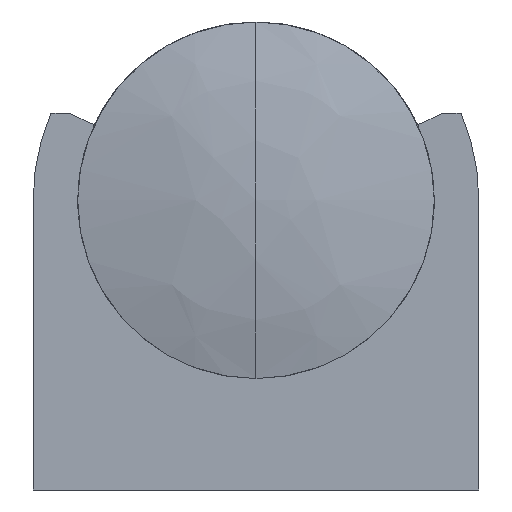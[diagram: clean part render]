
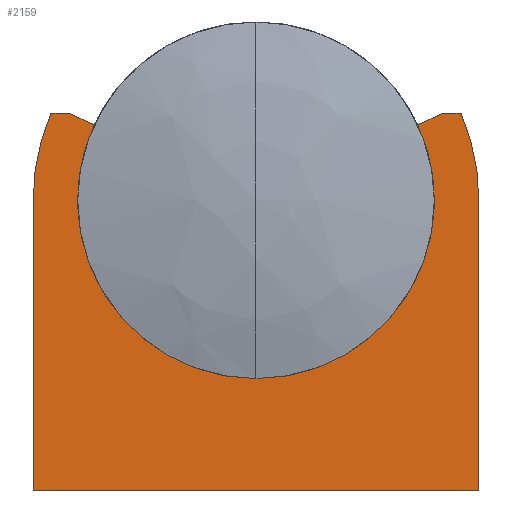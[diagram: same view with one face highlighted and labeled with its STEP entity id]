
A CAD part, left-side view. The second image highlights one B-rep face of the part: STEP entity #2159.
In plain terms, the highlighted planar face has unit normal (-1, 0, 0).
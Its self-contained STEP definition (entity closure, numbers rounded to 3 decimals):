
#1188=CARTESIAN_POINT('POINT79',(5.5,
   18.416,7.8));
#1189=VERTEX_POINT('VERTEX79',#1188);
#1207=CARTESIAN_POINT('POINT82',(5.5,20.,
   0.));
#1208=VERTEX_POINT('VERTEX82',#1207);
#1215=CARTESIAN_POINT('POS132',(5.5,
   0.,0.));
#1216=DIRECTION('DIR184',(1.,0.,0.));
#1217=DIRECTION('DIR185',(0.,1.,0.));
#1218=AXIS2_PLACEMENT_3D('AXIS53',#1215,#1216,#1217);
#1219=CIRCLE('ELLIPSE22',#1218,20.);
#1220=EDGE_CURVE('EDGE121',#1208,#1189,#1219,.T.);
#1230=CARTESIAN_POINT('POINT83',(5.5,20.,
   -26.));
#1231=VERTEX_POINT('VERTEX83',#1230);
#1232=CARTESIAN_POINT('POS134',(5.5,20.,-26.
   ));
#1233=DIRECTION('DIR188',(0.,0.,1.));
#1234=VECTOR('VEC80',#1233,1.);
#1235=LINE('STRAIGHT80',#1232,#1234);
#1236=EDGE_CURVE('EDGE122',#1231,#1208,#1235,.T.);
#1273=CARTESIAN_POINT('POINT85',(5.5,-20.,
   -26.));
#1274=VERTEX_POINT('VERTEX85',#1273);
#1275=CARTESIAN_POINT('POS138',(5.5,-20.,
   -26.));
#1276=DIRECTION('DIR193',(0.,1.,0.));
#1277=VECTOR('VEC83',#1276,1.);
#1278=LINE('STRAIGHT83',#1275,#1277);
#1279=EDGE_CURVE('EDGE125',#1274,#1231,#1278,.T.);
#1304=CARTESIAN_POINT('POINT87',(5.5,-20.,
   0.));
#1305=VERTEX_POINT('VERTEX87',#1304);
#1306=CARTESIAN_POINT('POS142',(5.5,-20.,
   0.));
#1307=DIRECTION('DIR198',(0.,0.,-1.));
#1308=VECTOR('VEC86',#1307,1.);
#1309=LINE('STRAIGHT86',#1306,#1308);
#1310=EDGE_CURVE('EDGE128',#1305,#1274,#1309,.T.);
#1337=CARTESIAN_POINT('POINT90',(5.5,
   -18.416,7.8));
#1338=VERTEX_POINT('VERTEX90',#1337);
#1345=EDGE_CURVE('EDGE132',#1338,#1305,#1219,.T.);
#1362=CARTESIAN_POINT('POINT92',(5.5,-16.727,
   7.8));
#1363=VERTEX_POINT('VERTEX92',#1362);
#1370=CARTESIAN_POINT('POS149',(5.5,
   0.,7.8));
#1371=DIRECTION('DIR206',(0.,1.,0.));
#1372=VECTOR('VEC92',#1371,25.4);
#1373=LINE('STRAIGHT92',#1370,#1372);
#1374=EDGE_CURVE('EDGE136',#1338,#1363,#1373,.T.);
#1385=CARTESIAN_POINT('POINT93',(5.5,16.727,7.8
   ));
#1386=VERTEX_POINT('VERTEX93',#1385);
#1387=EDGE_CURVE('EDGE137',#1386,#1189,#1373,.T.);
#1656=CARTESIAN_POINT('POINT114',(5.5,-14.501,
   6.762));
#1657=VERTEX_POINT('VERTEX114',#1656);
#1664=CARTESIAN_POINT('POS181',(5.5,
   -20.215,9.426));
#1665=DIRECTION('DIR247',(0.,0.906,
   -0.423));
#1666=VECTOR('VEC115',#1665,25.4);
#1667=LINE('STRAIGHT115',#1664,#1666);
#1668=EDGE_CURVE('EDGE167',#1363,#1657,#1667,.T.);
#2125=ORIENTED_EDGE('COEDGE341',*,*,#1387,.T.);
#2126=ORIENTED_EDGE('COEDGE342',*,*,#1220,.F.);
#2127=ORIENTED_EDGE('COEDGE343',*,*,#1236,.F.);
#2128=ORIENTED_EDGE('COEDGE344',*,*,#1279,.F.);
#2129=ORIENTED_EDGE('COEDGE345',*,*,#1310,.F.);
#2130=ORIENTED_EDGE('COEDGE346',*,*,#1345,.F.);
#2131=ORIENTED_EDGE('COEDGE347',*,*,#1374,.T.);
#2132=ORIENTED_EDGE('COEDGE348',*,*,#1668,.T.);
#2133=CARTESIAN_POINT('POINT138',(5.5,0.,
   -16.));
#2134=VERTEX_POINT('VERTEX138',#2133);
#2135=CARTESIAN_POINT('POS212',(5.5,0.,
   0.));
#2136=DIRECTION('DIR296',(-1.,0.,
   0.));
#2137=DIRECTION('DIR297',(0.,0.,
   -1.));
#2138=AXIS2_PLACEMENT_3D('AXIS85',#2135,#2136,#2137);
#2139=CIRCLE('ELLIPSE32',#2138,16.);
#2140=EDGE_CURVE('EDGE200',#2134,#1657,#2139,.T.);
#2141=ORIENTED_EDGE('COEDGE349',*,*,#2140,.F.);
#2142=CARTESIAN_POINT('POINT139',(5.5,14.501,
   6.762));
#2143=VERTEX_POINT('VERTEX139',#2142);
#2144=EDGE_CURVE('EDGE201',#2143,#2134,#2139,.T.);
#2145=ORIENTED_EDGE('COEDGE350',*,*,#2144,.F.);
#2146=CARTESIAN_POINT('POS213',(5.5,
   -1.23,-0.574));
#2147=DIRECTION('DIR298',(0.,0.906,
   0.423));
#2148=VECTOR('VEC128',#2147,25.4);
#2149=LINE('STRAIGHT128',#2146,#2148);
#2150=EDGE_CURVE('EDGE202',#2143,#1386,#2149,.T.);
#2151=ORIENTED_EDGE('COEDGE351',*,*,#2150,.T.);
#2152=EDGE_LOOP('NONE',(#2125,#2126,#2127,#2128,#2129,#2130,#2131,#2132,
   #2141,#2145,#2151));
#2153=FACE_BOUND('LOOP1',#2152,.T.);
#2154=CARTESIAN_POINT('POS214',(5.5,
   0.,-6.425));
#2155=DIRECTION('DIR299',(-1.,0.,0.));
#2156=DIRECTION('DIR300',(0.,1.,0.));
#2157=AXIS2_PLACEMENT_3D('AXIS86',#2154,#2155,#2156);
#2158=PLANE('PLANE40',#2157);
#2159=ADVANCED_FACE('FACE74',(#2153),#2158,.T.);
